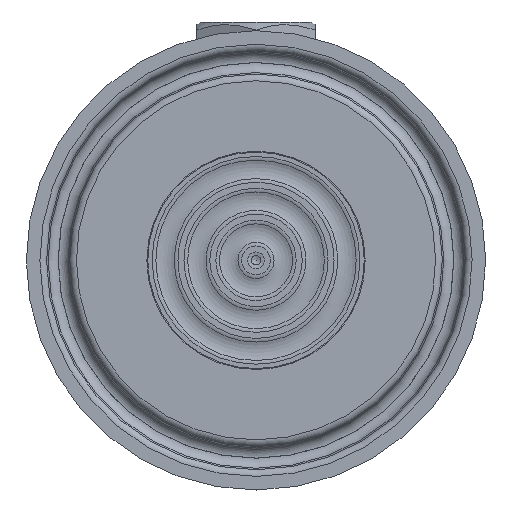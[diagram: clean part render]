
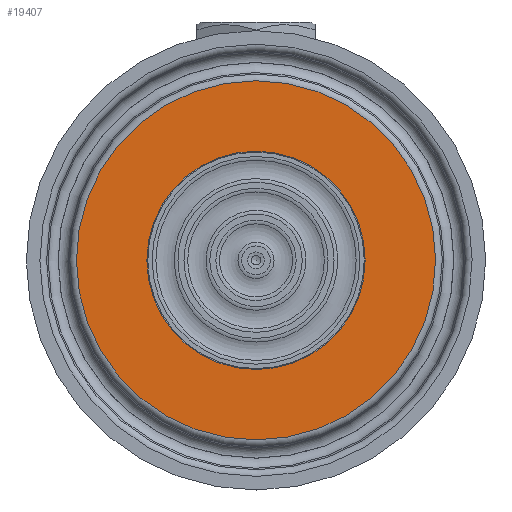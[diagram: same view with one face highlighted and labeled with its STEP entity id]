
A CAD part, left-side view. The second image highlights one B-rep face of the part: STEP entity #19407.
In plain terms, the highlighted planar face has unit normal (-1, 0, 0).
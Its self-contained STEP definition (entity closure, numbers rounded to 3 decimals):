
#249=FACE_BOUND('',#3203,.T.);
#947=PLANE('',#20701);
#2043=FACE_OUTER_BOUND('',#3202,.T.);
#3202=EDGE_LOOP('',(#17829));
#3203=EDGE_LOOP('',(#17830));
#3836=CIRCLE('',#20694,12.);
#3840=CIRCLE('',#20702,19.742);
#9025=VERTEX_POINT('',#62251);
#9027=VERTEX_POINT('',#62262);
#11969=EDGE_CURVE('',#9025,#9025,#3836,.T.);
#11974=EDGE_CURVE('',#9027,#9027,#3840,.T.);
#17829=ORIENTED_EDGE('',*,*,#11974,.F.);
#17830=ORIENTED_EDGE('',*,*,#11969,.T.);
#19407=ADVANCED_FACE('',(#2043,#249),#947,.T.);
#20694=AXIS2_PLACEMENT_3D('',#62252,#24042,#24043);
#20701=AXIS2_PLACEMENT_3D('',#62261,#24057,#24058);
#20702=AXIS2_PLACEMENT_3D('',#62263,#24059,#24060);
#24042=DIRECTION('center_axis',(1.,0.,0.));
#24043=DIRECTION('ref_axis',(0.,1.,0.));
#24057=DIRECTION('center_axis',(-1.,0.,0.));
#24058=DIRECTION('ref_axis',(0.,0.,1.));
#24059=DIRECTION('center_axis',(1.,0.,0.));
#24060=DIRECTION('ref_axis',(0.,0.,-1.));
#62251=CARTESIAN_POINT('',(0.,-12.,0.));
#62252=CARTESIAN_POINT('Origin',(0.,0.,
0.));
#62261=CARTESIAN_POINT('Origin',(0.,19.742,
0.));
#62262=CARTESIAN_POINT('',(0.,0.,19.742));
#62263=CARTESIAN_POINT('Origin',(0.,0.,0.));
